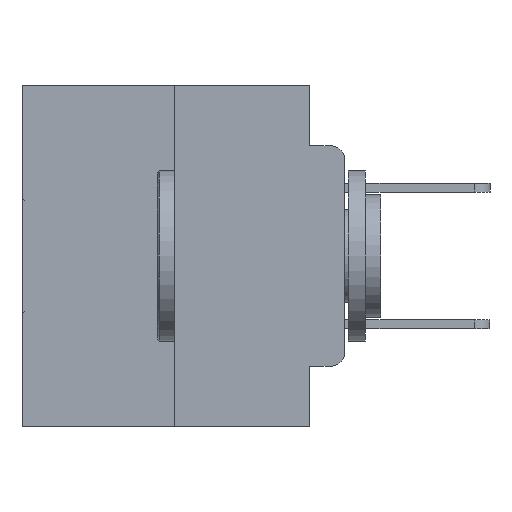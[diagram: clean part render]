
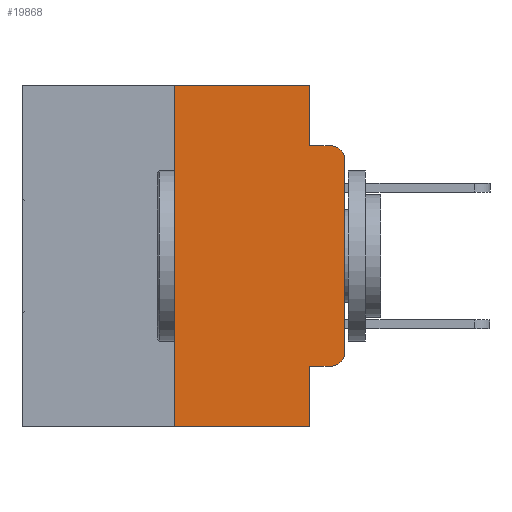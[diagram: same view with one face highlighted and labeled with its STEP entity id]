
A CAD part, left-side view. The second image highlights one B-rep face of the part: STEP entity #19868.
In plain terms, the highlighted planar face has unit normal (-1, 0, 0).
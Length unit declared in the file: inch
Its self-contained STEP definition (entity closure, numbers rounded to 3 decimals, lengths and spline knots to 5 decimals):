
#515 = ORIENTED_EDGE ( 'NONE', *, *, #9082, .F. ) ;
#992 = AXIS2_PLACEMENT_3D ( 'NONE', #24516, #8324, #24613 ) ;
#1384 = CARTESIAN_POINT ( 'NONE',  ( 0., 0.051, -0.4115 ) ) ;
#1988 = EDGE_LOOP ( 'NONE', ( #4287, #11927, #13373, #10106, #4648, #515, #2059, #5023, #12702, #7941 ) ) ;
#2059 = ORIENTED_EDGE ( 'NONE', *, *, #17277, .T. ) ;
#2234 = LINE ( 'NONE', #3324, #14664 ) ;
#2687 = VERTEX_POINT ( 'NONE', #1384 ) ;
#2957 = VECTOR ( 'NONE', #5667, 39.37008 ) ;
#3125 = VECTOR ( 'NONE', #22182, 39.37008 ) ;
#3303 = VERTEX_POINT ( 'NONE', #24924 ) ;
#3324 = CARTESIAN_POINT ( 'NONE',  ( 0., 0.051, 0. ) ) ;
#3571 = CARTESIAN_POINT ( 'NONE',  ( 0., 0.051, 0. ) ) ;
#3686 = CARTESIAN_POINT ( 'NONE',  ( 0., 0.02, -0.1085 ) ) ;
#4287 = ORIENTED_EDGE ( 'NONE', *, *, #18430, .T. ) ;
#4648 = ORIENTED_EDGE ( 'NONE', *, *, #15559, .F. ) ;
#4850 = VECTOR ( 'NONE', #21467, 39.37008 ) ;
#4974 = DIRECTION ( 'NONE',  ( 0., -1., 0. ) ) ;
#5023 = ORIENTED_EDGE ( 'NONE', *, *, #7529, .F. ) ;
#5638 = DIRECTION ( 'NONE',  ( 0., 0., -1. ) ) ;
#5667 = DIRECTION ( 'NONE',  ( 0., 0., 1. ) ) ;
#5968 = EDGE_CURVE ( 'NONE', #2687, #20071, #26775, .T. ) ;
#5997 = DIRECTION ( 'NONE',  ( 0., 0., -1. ) ) ;
#6299 = VERTEX_POINT ( 'NONE', #19960 ) ;
#6970 = CARTESIAN_POINT ( 'NONE',  ( 0., 0.25, -0.5 ) ) ;
#7505 = CARTESIAN_POINT ( 'NONE',  ( 0., 0.473, -0.5 ) ) ;
#7529 = EDGE_CURVE ( 'NONE', #2687, #3303, #2234, .T. ) ;
#7941 = ORIENTED_EDGE ( 'NONE', *, *, #28386, .T. ) ;
#8324 = DIRECTION ( 'NONE',  ( 1., 0., 0. ) ) ;
#8603 = CARTESIAN_POINT ( 'NONE',  ( 0., 0., -0.3915 ) ) ;
#9082 = EDGE_CURVE ( 'NONE', #15895, #27682, #14611, .T. ) ;
#9131 = VECTOR ( 'NONE', #28359, 39.37008 ) ;
#9874 = LINE ( 'NONE', #26008, #9131 ) ;
#10027 = LINE ( 'NONE', #3571, #3125 ) ;
#10106 = ORIENTED_EDGE ( 'NONE', *, *, #13767, .F. ) ;
#11927 = ORIENTED_EDGE ( 'NONE', *, *, #16885, .T. ) ;
#12064 = CARTESIAN_POINT ( 'NONE',  ( 0., 0.25, 0. ) ) ;
#12088 = VERTEX_POINT ( 'NONE', #8603 ) ;
#12250 = CARTESIAN_POINT ( 'NONE',  ( 0., 0.02, -0.3915 ) ) ;
#12702 = ORIENTED_EDGE ( 'NONE', *, *, #5968, .T. ) ;
#12719 = CARTESIAN_POINT ( 'NONE',  ( 0., 0.473, 0. ) ) ;
#13373 = ORIENTED_EDGE ( 'NONE', *, *, #15342, .F. ) ;
#13464 = FACE_OUTER_BOUND ( 'NONE', #1988, .T. ) ;
#13750 = DIRECTION ( 'NONE',  ( 0., -1., 0. ) ) ;
#13760 = VERTEX_POINT ( 'NONE', #29072 ) ;
#13767 = EDGE_CURVE ( 'NONE', #13760, #6299, #10027, .T. ) ;
#14578 = DIRECTION ( 'NONE',  ( 0., 0., -1. ) ) ;
#14611 = LINE ( 'NONE', #21969, #2957 ) ;
#14664 = VECTOR ( 'NONE', #5638, 39.37008 ) ;
#15342 = EDGE_CURVE ( 'NONE', #6299, #27951, #16468, .T. ) ;
#15559 = EDGE_CURVE ( 'NONE', #27682, #13760, #23048, .T. ) ;
#15831 = VECTOR ( 'NONE', #13750, 39.37008 ) ;
#15895 = VERTEX_POINT ( 'NONE', #6970 ) ;
#16468 = LINE ( 'NONE', #19003, #24159 ) ;
#16885 = EDGE_CURVE ( 'NONE', #20567, #27951, #21270, .T. ) ;
#17224 = LINE ( 'NONE', #7505, #4850 ) ;
#17277 = EDGE_CURVE ( 'NONE', #15895, #3303, #17224, .T. ) ;
#18430 = EDGE_CURVE ( 'NONE', #12088, #20567, #9874, .T. ) ;
#19003 = CARTESIAN_POINT ( 'NONE',  ( 0., 0.051, -0.0885 ) ) ;
#19868 = ADVANCED_FACE ( 'NONE', ( #13464 ), #29195, .F. ) ;
#19892 = CARTESIAN_POINT ( 'NONE',  ( 0., 0.02, -0.0885 ) ) ;
#19951 = DIRECTION ( 'NONE',  ( -1., 0., 0. ) ) ;
#19960 = CARTESIAN_POINT ( 'NONE',  ( 0., 0.051, -0.0885 ) ) ;
#20071 = VERTEX_POINT ( 'NONE', #20648 ) ;
#20567 = VERTEX_POINT ( 'NONE', #26550 ) ;
#20648 = CARTESIAN_POINT ( 'NONE',  ( 0., 0.02, -0.4115 ) ) ;
#21270 = CIRCLE ( 'NONE', #28902, 0.02 ) ;
#21467 = DIRECTION ( 'NONE',  ( 0., -1., 0. ) ) ;
#21969 = CARTESIAN_POINT ( 'NONE',  ( 0., 0.25, 0. ) ) ;
#22078 = DIRECTION ( 'NONE',  ( 0., -1., 0. ) ) ;
#22182 = DIRECTION ( 'NONE',  ( 0., 0., -1. ) ) ;
#23048 = LINE ( 'NONE', #12719, #23773 ) ;
#23773 = VECTOR ( 'NONE', #22078, 39.37008 ) ;
#24159 = VECTOR ( 'NONE', #4974, 39.37008 ) ;
#24516 = CARTESIAN_POINT ( 'NONE',  ( 0., 0.473, 0. ) ) ;
#24613 = DIRECTION ( 'NONE',  ( 0., 0., -1. ) ) ;
#24924 = CARTESIAN_POINT ( 'NONE',  ( 0., 0.051, -0.5 ) ) ;
#25746 = CIRCLE ( 'NONE', #27594, 0.02 ) ;
#26008 = CARTESIAN_POINT ( 'NONE',  ( 0., 0., 0. ) ) ;
#26550 = CARTESIAN_POINT ( 'NONE',  ( 0., 0., -0.1085 ) ) ;
#26775 = LINE ( 'NONE', #27703, #15831 ) ;
#27594 = AXIS2_PLACEMENT_3D ( 'NONE', #12250, #28500, #14578 ) ;
#27682 = VERTEX_POINT ( 'NONE', #12064 ) ;
#27703 = CARTESIAN_POINT ( 'NONE',  ( 0., 0.051, -0.4115 ) ) ;
#27951 = VERTEX_POINT ( 'NONE', #19892 ) ;
#28359 = DIRECTION ( 'NONE',  ( 0., 0., 1. ) ) ;
#28386 = EDGE_CURVE ( 'NONE', #20071, #12088, #25746, .T. ) ;
#28500 = DIRECTION ( 'NONE',  ( -1., 0., 0. ) ) ;
#28902 = AXIS2_PLACEMENT_3D ( 'NONE', #3686, #19951, #5997 ) ;
#29072 = CARTESIAN_POINT ( 'NONE',  ( 0., 0.051, 0. ) ) ;
#29195 = PLANE ( 'NONE',  #992 ) ;
